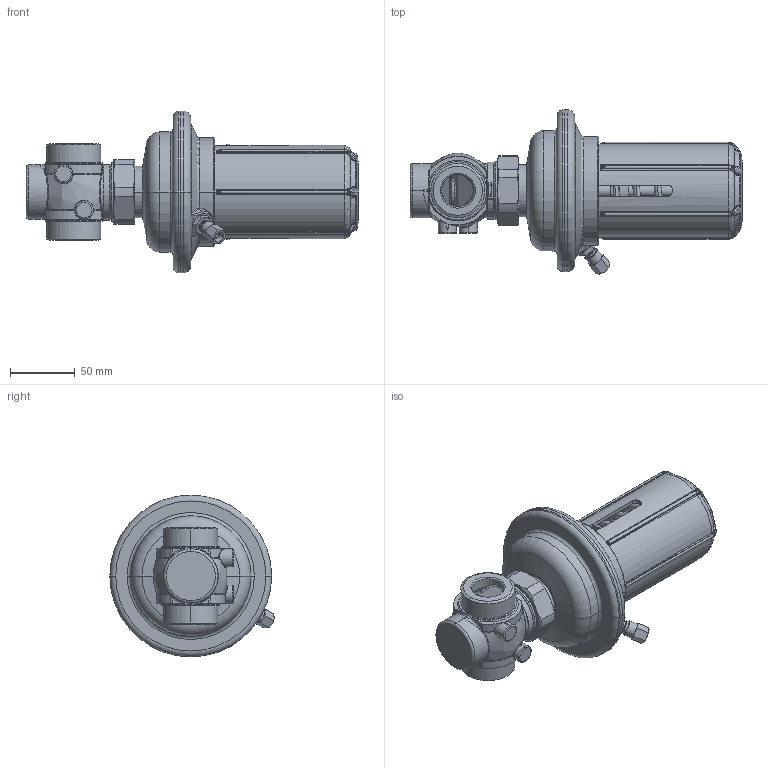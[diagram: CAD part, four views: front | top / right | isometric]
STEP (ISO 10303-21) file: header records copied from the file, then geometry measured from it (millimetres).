
FILE_DESCRIPTION((''),'2;1');
FILE_NAME('003H6287','2015-02-23T',('u317927'),('Danfoss'),'PRO/ENGINEER BY PARAMETRIC TECHNOLOGY CORPORATION, 2014000','PRO/ENGINEER BY PARAMETRIC TECHNOLOGY CORPORATION, 2014000','');
FILE_SCHEMA(('CONFIG_CONTROL_DESIGN'));
Products named in the file (1): 003H6287
Bounding box: 256.88 x 127.07 x 125.18 mm (x, y, z)
Volume: 413883.4 mm3; surface area: 218837.9 mm2
Topology: 2 solids, 2 shells, 1172 faces, 2743 edges, 1615 vertices
Faces by surface type: cylinder 292, plane 267, bspline 248, cone 180, torus 162, sphere 23
Entity records: 52715 total; most frequent: CARTESIAN_POINT 27641, ORIENTED_EDGE 5466, DIRECTION 4997, EDGE_CURVE 2733, AXIS2_PLACEMENT_3D 2123, VERTEX_POINT 1615, EDGE_LOOP 1254, CIRCLE 1199
